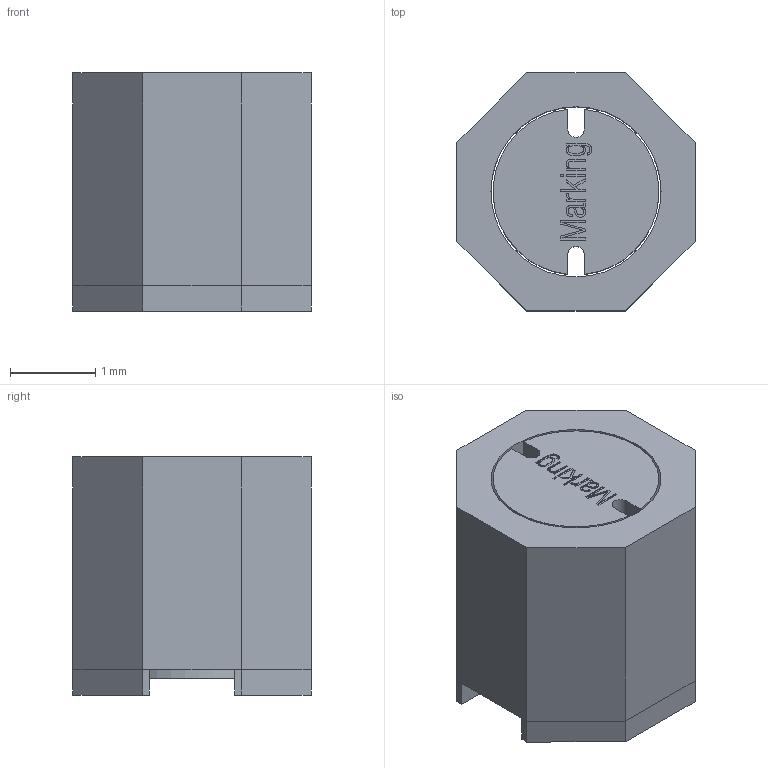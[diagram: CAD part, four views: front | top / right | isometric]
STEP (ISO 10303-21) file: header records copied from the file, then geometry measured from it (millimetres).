
FILE_DESCRIPTION( ( 'Unknown' ), '1' );
FILE_NAME( '744025xxx.stp', 'Unknown', ( 'Unknown' ), ( 'Unknown' ), 'PSStep 13.0', 'Unknown', ' ' );
FILE_SCHEMA( ( 'AUTOMOTIVE_DESIGN { 1 0 10303 214 1 1 1 1 }' ) );
Length unit declared in the file: millimetre
Products named in the file (5): Assem1; base; shielding; pad
Bounding box: 2.8 x 2.8 x 2.8 mm (x, y, z)
Surface area: 153.2 mm2
Topology: 8 solids, 8 shells, 270 faces, 690 edges, 456 vertices
Faces by surface type: plane 222, extrusion 24, cylinder 24
Full cylindrical faces by diameter (mm): 1.28 x2, 2 x2
Entity records: 5432 total; most frequent: CARTESIAN_POINT 1270, ORIENTED_EDGE 684, DIRECTION 498, EDGE_CURVE 342, VERTEX_POINT 228, VECTOR 182, LINE 170, AXIS2_PLACEMENT_3D 158
